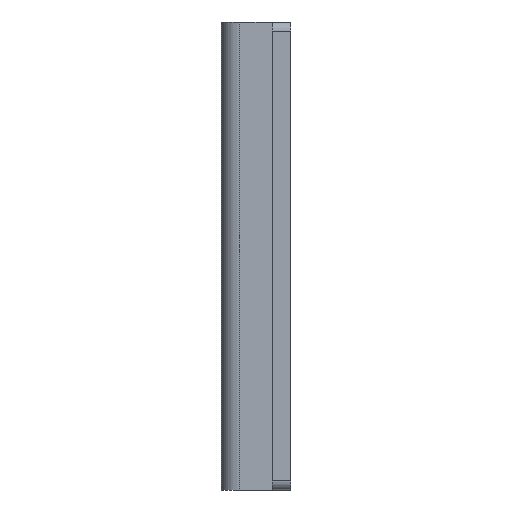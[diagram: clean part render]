
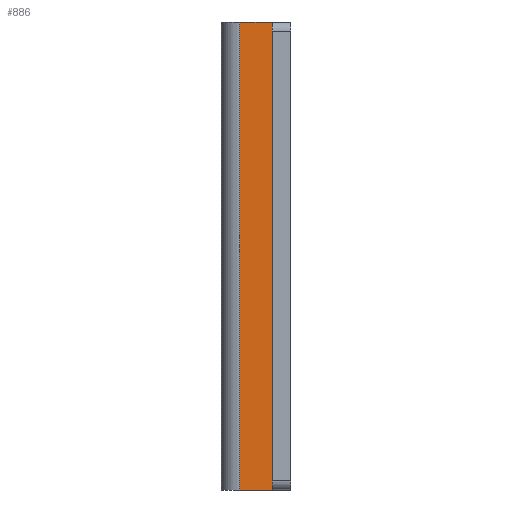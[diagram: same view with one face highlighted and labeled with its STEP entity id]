
A CAD part, left-side view. The second image highlights one B-rep face of the part: STEP entity #886.
In plain terms, the highlighted planar face has unit normal (-1, 0, 0).
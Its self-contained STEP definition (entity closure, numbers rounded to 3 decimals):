
#4 = EDGE_CURVE ( 'NONE', #200, #1044, #1132, .T. ) ;
#47 = EDGE_CURVE ( 'NONE', #968, #200, #545, .T. ) ;
#62 = VERTEX_POINT ( 'NONE', #504 ) ;
#73 = CARTESIAN_POINT ( 'NONE',  ( -80.25, -5.5, 25.25 ) ) ;
#174 = PLANE ( 'NONE',  #365 ) ;
#200 = VERTEX_POINT ( 'NONE', #923 ) ;
#249 = LINE ( 'NONE', #73, #1707 ) ;
#298 = ORIENTED_EDGE ( 'NONE', *, *, #707, .F. ) ;
#306 = DIRECTION ( 'NONE',  ( 0., 0., -1. ) ) ;
#365 = AXIS2_PLACEMENT_3D ( 'NONE', #1569, #1389, #1206 ) ;
#368 = ORIENTED_EDGE ( 'NONE', *, *, #4, .T. ) ;
#480 = CARTESIAN_POINT ( 'NONE',  ( -80.25, -5.5, 25.25 ) ) ;
#504 = CARTESIAN_POINT ( 'NONE',  ( -80.25, -5.5, 25.25 ) ) ;
#545 = LINE ( 'NONE', #1593, #651 ) ;
#651 = VECTOR ( 'NONE', #1409, 1000. ) ;
#707 = EDGE_CURVE ( 'NONE', #62, #1044, #1202, .T. ) ;
#763 = DIRECTION ( 'NONE',  ( 0., -1., 0. ) ) ;
#886 = ADVANCED_FACE ( 'NONE', ( #1533 ), #174, .F. ) ;
#923 = CARTESIAN_POINT ( 'NONE',  ( -80.25, -2., -25.25 ) ) ;
#949 = CARTESIAN_POINT ( 'NONE',  ( -80.25, -5.5, -25.25 ) ) ;
#955 = EDGE_LOOP ( 'NONE', ( #368, #298, #1732, #1513 ) ) ;
#968 = VERTEX_POINT ( 'NONE', #1080 ) ;
#1027 = VECTOR ( 'NONE', #763, 1000. ) ;
#1044 = VERTEX_POINT ( 'NONE', #1498 ) ;
#1080 = CARTESIAN_POINT ( 'NONE',  ( -80.25, -2., 25.25 ) ) ;
#1106 = VECTOR ( 'NONE', #306, 1000. ) ;
#1132 = LINE ( 'NONE', #949, #1027 ) ;
#1202 = LINE ( 'NONE', #480, #1106 ) ;
#1206 = DIRECTION ( 'NONE',  ( 0., 0., -1. ) ) ;
#1389 = DIRECTION ( 'NONE',  ( 1., 0., 0. ) ) ;
#1409 = DIRECTION ( 'NONE',  ( 0., 0., -1. ) ) ;
#1498 = CARTESIAN_POINT ( 'NONE',  ( -80.25, -5.5, -25.25 ) ) ;
#1513 = ORIENTED_EDGE ( 'NONE', *, *, #47, .T. ) ;
#1533 = FACE_OUTER_BOUND ( 'NONE', #955, .T. ) ;
#1569 = CARTESIAN_POINT ( 'NONE',  ( -80.25, -5.5, 25.25 ) ) ;
#1593 = CARTESIAN_POINT ( 'NONE',  ( -80.25, -2., 25.25 ) ) ;
#1646 = DIRECTION ( 'NONE',  ( 0., -1., 0. ) ) ;
#1707 = VECTOR ( 'NONE', #1646, 1000. ) ;
#1721 = EDGE_CURVE ( 'NONE', #968, #62, #249, .T. ) ;
#1732 = ORIENTED_EDGE ( 'NONE', *, *, #1721, .F. ) ;
